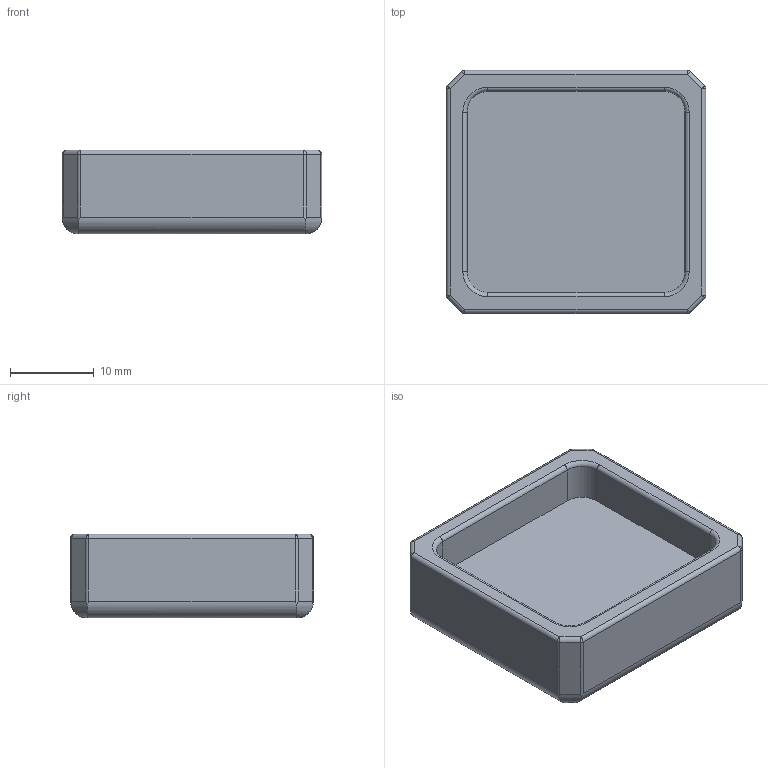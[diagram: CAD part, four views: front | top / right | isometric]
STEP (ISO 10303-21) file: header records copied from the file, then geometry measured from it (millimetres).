
FILE_DESCRIPTION (( 'STEP AP203' ), '1' );
FILE_NAME ('plaque inf.STEP', '2015-11-29T19:38:43', ( '' ), ( '' ), 'SwSTEP 2.0', 'SolidWorks 2015', '' );
FILE_SCHEMA (( 'CONFIG_CONTROL_DESIGN' ));
Length unit declared in the file: millimetre
Products named in the file (1): plaque inf
Bounding box: 31 x 29 x 10 mm (x, y, z)
Volume: 5710.5 mm3; surface area: 3267.6 mm2
Topology: 1 solids, 1 shells, 59 faces, 140 edges, 76 vertices
Faces by surface type: cylinder 28, plane 15, sphere 8, bspline 4, torus 4
Entity records: 1915 total; most frequent: CARTESIAN_POINT 572, ORIENTED_EDGE 264, DIRECTION 260, EDGE_CURVE 132, AXIS2_PLACEMENT_3D 100, VERTEX_POINT 76, EDGE_LOOP 60, LINE 60
